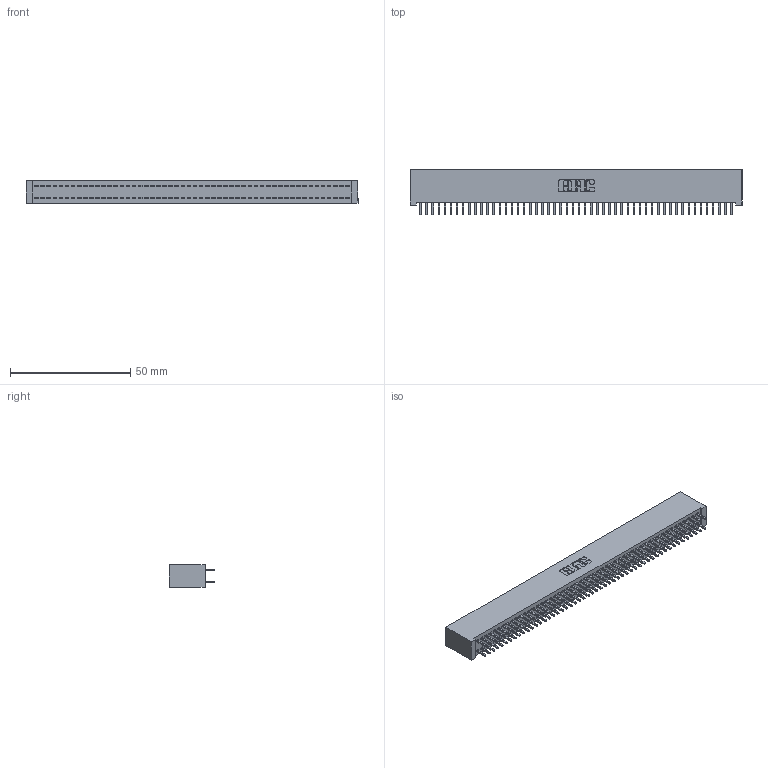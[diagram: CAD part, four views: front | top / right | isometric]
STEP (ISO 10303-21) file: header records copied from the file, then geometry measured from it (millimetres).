
FILE_DESCRIPTION (( 'STEP AP203' ), '1' );
FILE_NAME ('392-104-521-201.STEP', '2018-08-18T19:23:27', ( '' ), ( '' ), 'SwSTEP 2.0', 'SolidWorks 2016', '' );
FILE_SCHEMA (( 'CONFIG_CONTROL_DESIGN' ));
Length unit declared in the file: inch
Products named in the file (3): 342 Part_Lugless; 345-292-001_345-293-121; 392-104-521-201
Assembly tree (105 placements, depth 2):
  392-104-521-201
    342 Part_Lugless
    345-292-001_345-293-121  x104
Bounding box: 138.33 x 19.06 x 9.4 mm (x, y, z)
Volume: 12873.2 mm3; surface area: 21359.6 mm2
Topology: 105 solids, 105 shells, 5510 faces, 16395 edges, 10790 vertices
Faces by surface type: plane 3806, cylinder 1704
Entity records: 31769 total; most frequent: CARTESIAN_POINT 5250, ORIENTED_EDGE 5186, DIRECTION 4461, EDGE_CURVE 2593, VECTOR 2473, LINE 2473, VERTEX_POINT 1726, AXIS2_PLACEMENT_3D 994
